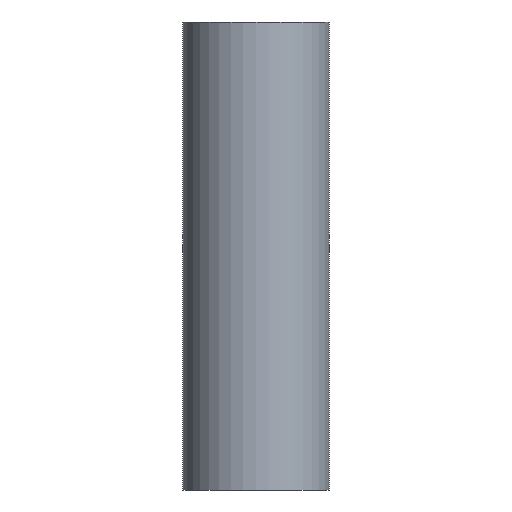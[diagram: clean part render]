
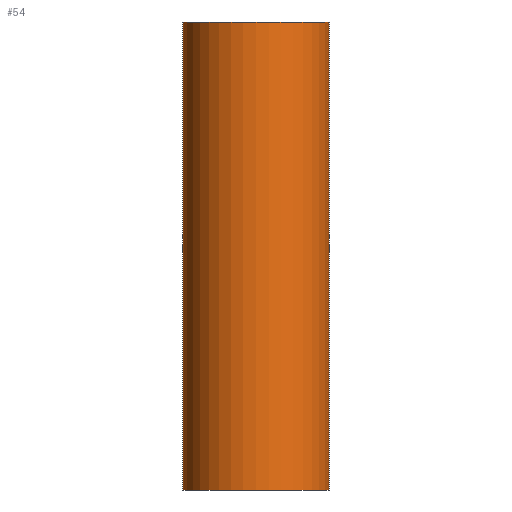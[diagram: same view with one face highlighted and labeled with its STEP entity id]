
A CAD part, front view. The second image highlights one B-rep face of the part: STEP entity #54.
In plain terms, the highlighted cylindrical face has radius 7.938 mm (diameter 15.875 mm), a full revolution.
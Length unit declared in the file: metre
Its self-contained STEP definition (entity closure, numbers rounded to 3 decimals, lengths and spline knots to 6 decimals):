
#18=ORIENTED_EDGE('',*,*,#25,.T.);
#19=ORIENTED_EDGE('',*,*,#24,.F.);
#24=EDGE_CURVE('',#28,#28,#32,.T.);
#25=EDGE_CURVE('',#29,#29,#33,.T.);
#28=VERTEX_POINT('',#105);
#29=VERTEX_POINT('',#108);
#32=CIRCLE('',#75,0.007938);
#33=CIRCLE('',#77,0.007938);
#38=EDGE_LOOP('',(#18));
#39=EDGE_LOOP('',(#19));
#46=FACE_BOUND('',#38,.T.);
#47=FACE_BOUND('',#39,.T.);
#51=CYLINDRICAL_SURFACE('',#76,0.007938);
#54=ADVANCED_FACE('',(#46,#47),#51,.T.);
#75=AXIS2_PLACEMENT_3D('',#104,#89,#90);
#76=AXIS2_PLACEMENT_3D('',#106,#91,#92);
#77=AXIS2_PLACEMENT_3D('',#107,#93,#94);
#89=DIRECTION('',(0.,0.,1.));
#90=DIRECTION('',(1.,0.,0.));
#91=DIRECTION('',(0.,0.,-1.));
#92=DIRECTION('',(-1.,0.,0.));
#93=DIRECTION('',(0.,0.,1.));
#94=DIRECTION('',(1.,0.,0.));
#104=CARTESIAN_POINT('',(0.,0.,0.09525));
#105=CARTESIAN_POINT('',(0.007938,0.,0.09525));
#106=CARTESIAN_POINT('',(0.,0.,0.09525));
#107=CARTESIAN_POINT('',(0.,0.,0.04445));
#108=CARTESIAN_POINT('',(0.007938,0.,0.04445));
